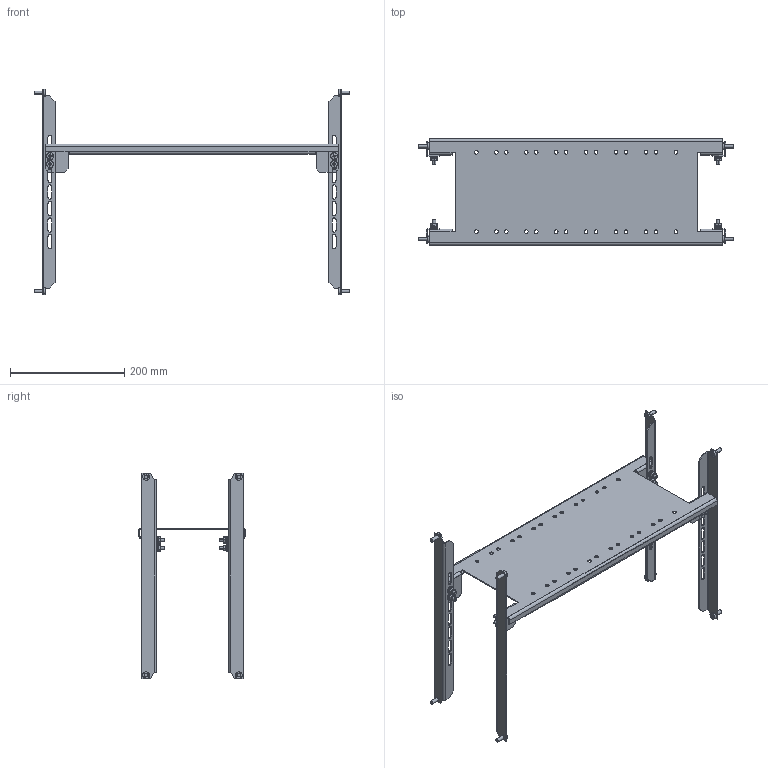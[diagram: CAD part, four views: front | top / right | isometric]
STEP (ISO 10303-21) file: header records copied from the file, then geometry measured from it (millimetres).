
FILE_DESCRIPTION (( 'STEP AP214' ), '1' );
FILE_NAME ('MPFU3301 Ïëàòà ìîíòàæíàÿ äëÿ âåðòèêàëüíûõ ÂÀ-99_250.step', '2020-11-05T18:36:40', ( '' ), ( '' ), 'SwSTEP 2.0', 'SolidWorks 2019', '' );
FILE_SCHEMA (( 'AUTOMOTIVE_DESIGN' ));
Length unit declared in the file: millimetre
Products named in the file (61): Ãàéêà ÃÎÑÒ 5927-70; Âèíò ñàìîíàðåçàþùèé Ì6 DIN 7516À; AVT001.10.03.02 Óãîëîê ìîíòàæíûé_èçâ0009_05.18; Âèíò ñàìîíàðåçàþùèé Ì6 DIN 7516À_6å16; Âèíò Ì6 DIN 7985; ﾘ琺矜 65ﾃ 019 ﾃﾎﾑﾒ 6402-70; ﾘ琺矜 01.019 ﾃﾎﾑﾒ11371-78; AVT001.10.33.01 Ïëàòà ìîíòàæíàÿ_èçâ0042_08.19; AVT001.10.03.02 Óãîëîê ìîíòàæíûé_èçâ0009_05.18_00; Âèíò Ì6 DIN 7985_6å20; ﾘ琺矜 65ﾃ 019 ﾃﾎﾑﾒ 6402-70_6; Ãàéêà ÃÎÑÒ 5927-70_6.6G.8; MPFU3301 Ïëàòà ìîíòàæíàÿ äëÿ âåðòèêàëüíûõ ÂÀ-99_250; ﾘ琺矜 01.019 ﾃﾎﾑﾒ11371-78_6; AVT001.10.33.01 Ïëàòà ìîíòàæíàÿ_èçâ0042_08.19_00
Assembly tree (53 placements, depth 2):
  Ãàéêà ÃÎÑÒ 5927-70
  Âèíò ñàìîíàðåçàþùèé Ì6 DIN 7516À
  AVT001.10.03.02 Óãîëîê ìîíòàæíûé_èçâ0009_05.18
  Âèíò ñàìîíàðåçàþùèé Ì6 DIN 7516À
  Âèíò Ì6 DIN 7985
Bounding box: 554 x 187 x 360 mm (x, y, z)
Volume: 362567.9 mm3; surface area: 378779.5 mm2
Topology: 53 solids, 53 shells, 1050 faces, 2616 edges, 1688 vertices
Faces by surface type: plane 594, cylinder 344, cone 80, sphere 32
Entity records: 10910 total; most frequent: DIRECTION 1805, CARTESIAN_POINT 1779, ORIENTED_EDGE 1586, EDGE_CURVE 793, AXIS2_PLACEMENT_3D 666, VERTEX_POINT 504, LINE 473, VECTOR 473
